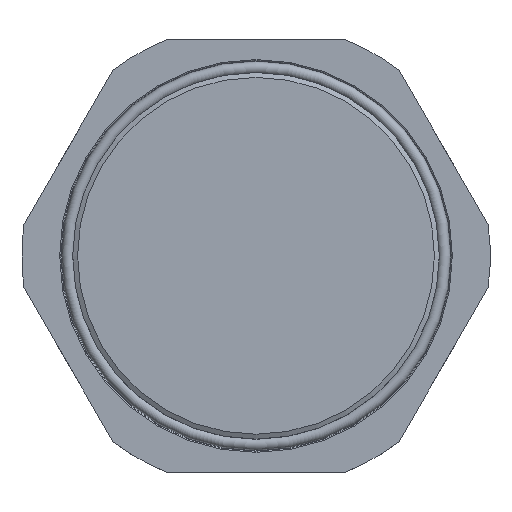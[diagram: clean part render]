
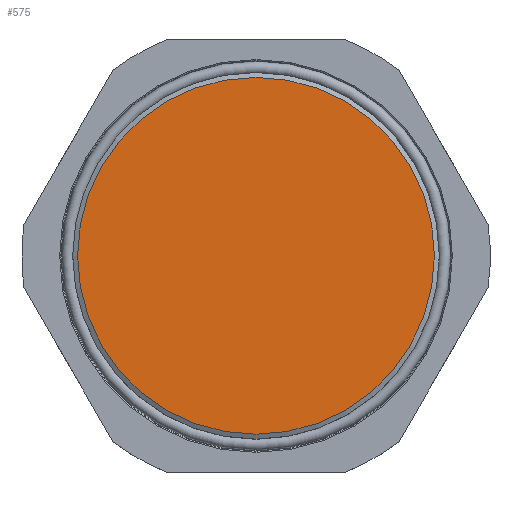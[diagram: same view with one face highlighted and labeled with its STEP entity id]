
A CAD part, top view. The second image highlights one B-rep face of the part: STEP entity #575.
In plain terms, the highlighted face is planar.
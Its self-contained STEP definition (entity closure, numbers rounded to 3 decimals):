
#86=CIRCLE('',#714,43.8);
#130=FACE_OUTER_BOUND('',#167,.T.);
#167=EDGE_LOOP('',(#516));
#284=VERTEX_POINT('',#1107);
#363=EDGE_CURVE('',#284,#284,#86,.T.);
#516=ORIENTED_EDGE('',*,*,#363,.T.);
#543=PLANE('',#715);
#575=ADVANCED_FACE('',(#130),#543,.T.);
#714=AXIS2_PLACEMENT_3D('',#1108,#897,#898);
#715=AXIS2_PLACEMENT_3D('',#1110,#900,#901);
#897=DIRECTION('center_axis',(1.,0.,0.));
#898=DIRECTION('ref_axis',(0.,0.,-1.));
#900=DIRECTION('center_axis',(1.,0.,0.));
#901=DIRECTION('ref_axis',(0.,0.,-1.));
#1107=CARTESIAN_POINT('',(13.,-43.8,0.));
#1108=CARTESIAN_POINT('Origin',(13.,0.,0.));
#1110=CARTESIAN_POINT('Origin',(13.,0.,0.));
